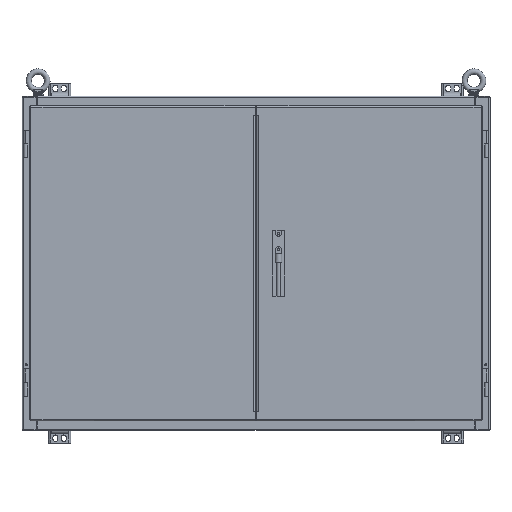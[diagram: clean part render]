
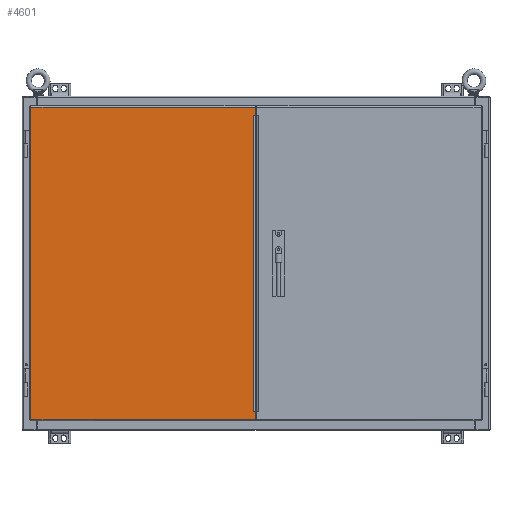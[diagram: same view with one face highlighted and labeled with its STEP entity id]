
A CAD part, front view. The second image highlights one B-rep face of the part: STEP entity #4601.
In plain terms, the highlighted planar face has unit normal (0, -1, 0).
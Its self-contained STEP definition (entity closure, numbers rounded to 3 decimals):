
#4601 = ADVANCED_FACE( '', ( #10505 ), #10506, .T. );
#10505 = FACE_OUTER_BOUND( '', #19583, .T. );
#10506 = PLANE( '', #19584 );
#19583 = EDGE_LOOP( '', ( #35659, #35660, #35661, #35662, #35663, #35664, #35665, #35666, #35667, #35668 ) );
#19584 = AXIS2_PLACEMENT_3D( '', #35669, #35670, #35671 );
#35659 = ORIENTED_EDGE( '', *, *, #57179, .F. );
#35660 = ORIENTED_EDGE( '', *, *, #57180, .T. );
#35661 = ORIENTED_EDGE( '', *, *, #57181, .T. );
#35662 = ORIENTED_EDGE( '', *, *, #56943, .T. );
#35663 = ORIENTED_EDGE( '', *, *, #57182, .T. );
#35664 = ORIENTED_EDGE( '', *, *, #57183, .T. );
#35665 = ORIENTED_EDGE( '', *, *, #57184, .T. );
#35666 = ORIENTED_EDGE( '', *, *, #55612, .F. );
#35667 = ORIENTED_EDGE( '', *, *, #57185, .F. );
#35668 = ORIENTED_EDGE( '', *, *, #54914, .T. );
#35669 = CARTESIAN_POINT( '', ( 0., 0., 0. ) );
#35670 = DIRECTION( '', ( 0., -1., 0. ) );
#35671 = DIRECTION( '', ( 0., 0., -1. ) );
#54914 = EDGE_CURVE( '', #63704, #63702, #63705, .T. );
#55612 = EDGE_CURVE( '', #64871, #64873, #64874, .T. );
#56943 = EDGE_CURVE( '', #66993, #66998, #67000, .T. );
#57179 = EDGE_CURVE( '', #67376, #63702, #67377, .T. );
#57180 = EDGE_CURVE( '', #67376, #67378, #67379, .T. );
#57181 = EDGE_CURVE( '', #67378, #66993, #67380, .T. );
#57182 = EDGE_CURVE( '', #66998, #64562, #67381, .T. );
#57183 = EDGE_CURVE( '', #64562, #67382, #67383, .T. );
#57184 = EDGE_CURVE( '', #67382, #64873, #67384, .T. );
#57185 = EDGE_CURVE( '', #63704, #64871, #67385, .T. );
#63702 = VERTEX_POINT( '', #78729 );
#63704 = VERTEX_POINT( '', #78731 );
#63705 = LINE( '', #78732, #78733 );
#64562 = VERTEX_POINT( '', #80942 );
#64871 = VERTEX_POINT( '', #81567 );
#64873 = VERTEX_POINT( '', #81570 );
#64874 = LINE( '', #81571, #81572 );
#66993 = VERTEX_POINT( '', #87611 );
#66998 = VERTEX_POINT( '', #87617 );
#67000 = LINE( '', #87628, #87629 );
#67376 = VERTEX_POINT( '', #88510 );
#67377 = LINE( '', #88511, #88512 );
#67378 = VERTEX_POINT( '', #88513 );
#67379 = LINE( '', #88514, #88515 );
#67380 = LINE( '', #88516, #88517 );
#67381 = LINE( '', #88518, #88519 );
#67382 = VERTEX_POINT( '', #88520 );
#67383 = LINE( '', #88521, #88522 );
#67384 = LINE( '', #88523, #88524 );
#67385 = LINE( '', #88525, #88526 );
#78729 = CARTESIAN_POINT( '', ( 254.013, 0., 337.566 ) );
#78731 = CARTESIAN_POINT( '', ( 254.013, 0., -337.566 ) );
#78732 = CARTESIAN_POINT( '', ( 254.013, 0., -337.566 ) );
#78733 = VECTOR( '', #105407, 1000. );
#80942 = CARTESIAN_POINT( '', ( -254.013, 0., -356.057 ) );
#81567 = CARTESIAN_POINT( '', ( 254.013, 0., -337.568 ) );
#81570 = CARTESIAN_POINT( '', ( 256.731, 0., -337.568 ) );
#81571 = CARTESIAN_POINT( '', ( 256.731, 0., -337.568 ) );
#81572 = VECTOR( '', #105845, 1000. );
#87611 = CARTESIAN_POINT( '', ( 256.731, 0., 356.057 ) );
#87617 = CARTESIAN_POINT( '', ( -254.013, 0., 356.057 ) );
#87628 = CARTESIAN_POINT( '', ( -256.731, 0., 356.057 ) );
#87629 = VECTOR( '', #106681, 1000. );
#88510 = CARTESIAN_POINT( '', ( 254.013, 0., 337.568 ) );
#88511 = CARTESIAN_POINT( '', ( 254.013, 0., -337.568 ) );
#88512 = VECTOR( '', #106828, 1000. );
#88513 = CARTESIAN_POINT( '', ( 256.731, 0., 337.568 ) );
#88514 = CARTESIAN_POINT( '', ( 256.731, 0., 337.568 ) );
#88515 = VECTOR( '', #106829, 1000. );
#88516 = CARTESIAN_POINT( '', ( 256.731, 0., -358.775 ) );
#88517 = VECTOR( '', #106830, 1000. );
#88518 = CARTESIAN_POINT( '', ( -254.013, 0., -358.775 ) );
#88519 = VECTOR( '', #106831, 1000. );
#88520 = CARTESIAN_POINT( '', ( 256.731, 0., -356.057 ) );
#88521 = CARTESIAN_POINT( '', ( 256.731, 0., -356.057 ) );
#88522 = VECTOR( '', #106832, 1000. );
#88523 = CARTESIAN_POINT( '', ( 256.731, 0., -358.775 ) );
#88524 = VECTOR( '', #106833, 1000. );
#88525 = CARTESIAN_POINT( '', ( 254.013, 0., -337.568 ) );
#88526 = VECTOR( '', #106834, 1000. );
#105407 = DIRECTION( '', ( 0., 0., 1. ) );
#105845 = DIRECTION( '', ( 1., 0., 0. ) );
#106681 = DIRECTION( '', ( -1., 0., 0. ) );
#106828 = DIRECTION( '', ( 0., 0., -1. ) );
#106829 = DIRECTION( '', ( 1., 0., 0. ) );
#106830 = DIRECTION( '', ( 0., 0., 1. ) );
#106831 = DIRECTION( '', ( 0., 0., -1. ) );
#106832 = DIRECTION( '', ( 1., 0., 0. ) );
#106833 = DIRECTION( '', ( 0., 0., 1. ) );
#106834 = DIRECTION( '', ( 0., 0., -1. ) );
